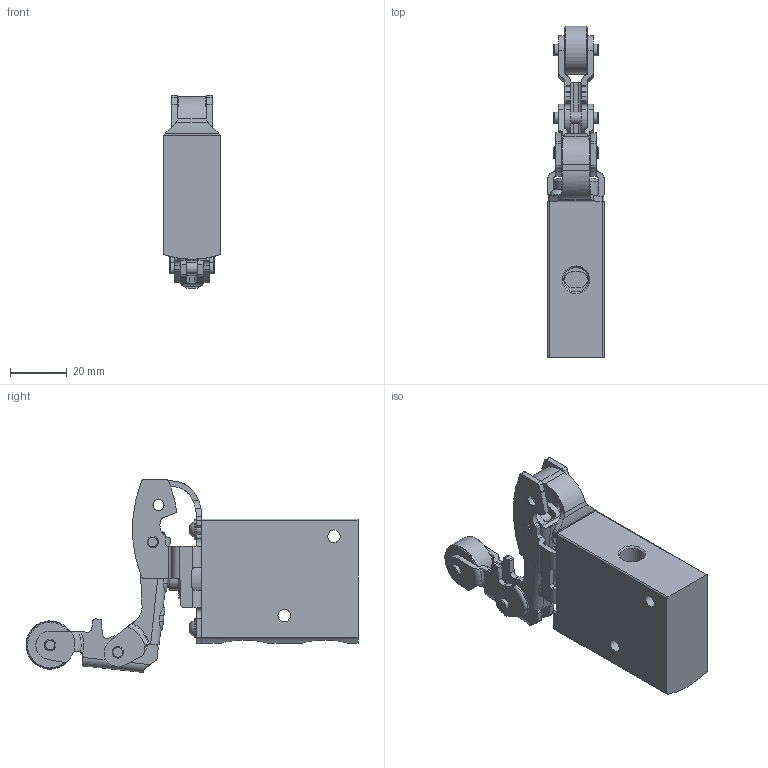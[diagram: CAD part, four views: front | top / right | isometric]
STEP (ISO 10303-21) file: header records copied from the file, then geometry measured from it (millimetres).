
FILE_DESCRIPTION(/* description */ ('STEP AP214'),/* implementation_level */ '2;1');
FILE_NAME(/* name */ '8049241_VMEF-KT-M32-M-G18',/* time_stamp */ '2024-09-13T15:06:00+02:00',/* author */ ('License CC BY-ND 4.0'),/* organization */ ('CADENAS'),/* preprocessor_version */ 'ST-DEVELOPER v19.3',/* originating_system */ 'PARTsolutions',/* authorisation */ ' ');
FILE_SCHEMA (('AUTOMOTIVE_DESIGN {1 0 10303 214 3 1 1}'));
Length unit declared in the file: millimetre
Products named in the file (6): 8049241 VMEF-KT-M32-M-G18---(1); 2924766_2 VXEF-XT-M32-M-G18_valve---(11.915); 2908499 VAOM-R4-20-D2-32_ls---(1); 3394269 VAOM-R4---(schrauben); 8049237 VAOM-R4-20-D2-32---(p1); 8049237 VAOM-R4-20-D2-32---(p2)
Assembly tree (6 placements, depth 2):
  8049241 VMEF-KT-M32-M-G18---(1)
    2924766_2 VXEF-XT-M32-M-G18_valve---(11.915)
    2908499 VAOM-R4-20-D2-32_ls---(1)
    3394269 VAOM-R4---(schrauben)  x2
    8049237 VAOM-R4-20-D2-32---(p1)
    8049237 VAOM-R4-20-D2-32---(p2)
Bounding box: 20 x 116.98 x 68.02 mm (x, y, z)
Volume: 54870.3 mm3; surface area: 24051.6 mm2
Topology: 6 solids, 6 shells, 460 faces, 1227 edges, 808 vertices
Faces by surface type: cylinder 228, plane 172, torus 37, cone 22, sphere 1
Full cylindrical faces by diameter (mm): 2.1 x1, 2.459 x4, 3 x2, 3.1 x2, 3.9 x2, 4 x7, 4.05 x7, 4.15 x5, 4.4 x2, 6.8 x2, 7.98 x1, 8 x1, 8.5 x2, 8.566 x3, 15.95 x1, 16.5 x2, 17 x1
Entity records: 13678 total; most frequent: CARTESIAN_POINT 2650, DIRECTION 2368, ORIENTED_EDGE 2154, EDGE_CURVE 1077, AXIS2_PLACEMENT_3D 945, VERTEX_POINT 756, FACE_BOUND 571, EDGE_LOOP 566
